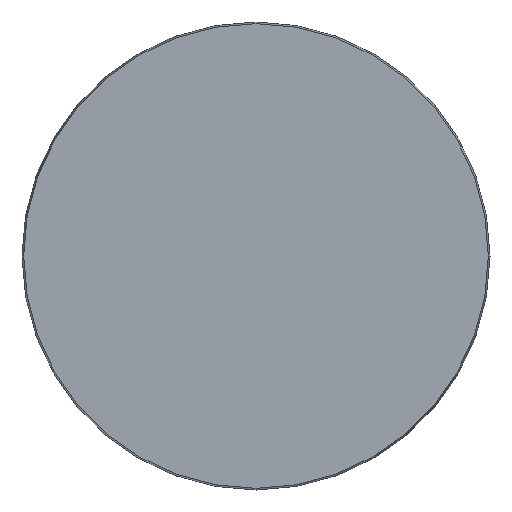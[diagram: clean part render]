
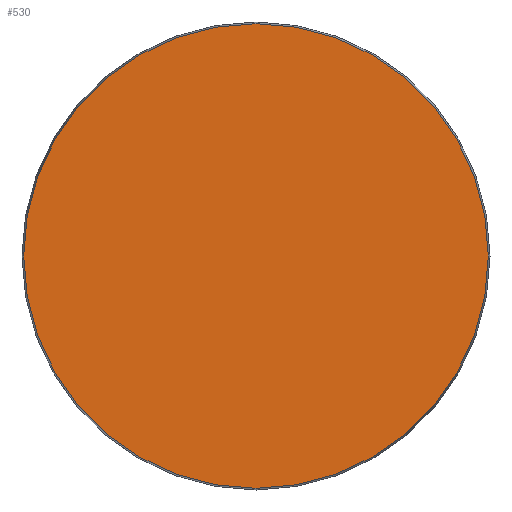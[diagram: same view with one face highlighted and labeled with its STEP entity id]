
A CAD part, front view. The second image highlights one B-rep face of the part: STEP entity #530.
In plain terms, the highlighted planar face has unit normal (0, -1, 0).
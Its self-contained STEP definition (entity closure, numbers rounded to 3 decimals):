
#11 = DIRECTION ( 'NONE',  ( 0., 1., 0. ) ) ;
#164 = CARTESIAN_POINT ( 'NONE',  ( 0., 0., -78.425 ) ) ;
#185 = CARTESIAN_POINT ( 'NONE',  ( -78.425, 0., 0. ) ) ;
#246 = AXIS2_PLACEMENT_3D ( 'NONE', #185, #11, #251 ) ;
#251 = DIRECTION ( 'NONE',  ( 0., 0., 1. ) ) ;
#281 = DIRECTION ( 'NONE',  ( 0., -1., 0. ) ) ;
#306 = ORIENTED_EDGE ( 'NONE', *, *, #488, .T. ) ;
#451 = VERTEX_POINT ( 'NONE', #164 ) ;
#488 = EDGE_CURVE ( 'NONE', #451, #451, #666, .T. ) ;
#509 = CARTESIAN_POINT ( 'NONE',  ( 0., 0., 0. ) ) ;
#530 = ADVANCED_FACE ( 'NONE', ( #705 ), #538, .F. ) ;
#538 = PLANE ( 'NONE',  #246 ) ;
#601 = EDGE_LOOP ( 'NONE', ( #306 ) ) ;
#618 = AXIS2_PLACEMENT_3D ( 'NONE', #509, #281, #738 ) ;
#666 = CIRCLE ( 'NONE', #618, 78.425 ) ;
#705 = FACE_OUTER_BOUND ( 'NONE', #601, .T. ) ;
#738 = DIRECTION ( 'NONE',  ( 0., 0., -1. ) ) ;
